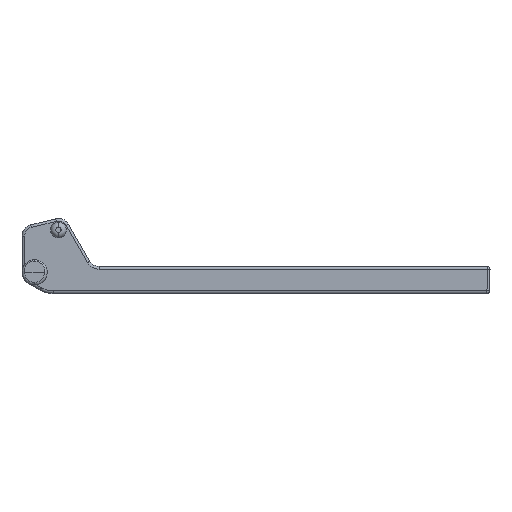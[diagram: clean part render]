
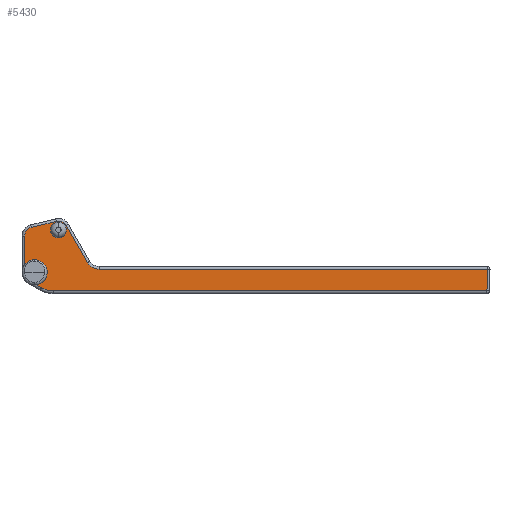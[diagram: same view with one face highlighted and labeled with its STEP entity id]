
A CAD part, left-side view. The second image highlights one B-rep face of the part: STEP entity #5430.
In plain terms, the highlighted planar face has unit normal (-1, 0, 0).
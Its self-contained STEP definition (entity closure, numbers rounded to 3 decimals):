
#68 = VERTEX_POINT ( 'NONE', #1028 ) ;
#159 = ORIENTED_EDGE ( 'NONE', *, *, #4684, .T. ) ;
#168 = DIRECTION ( 'NONE',  ( 0., 0., -1. ) ) ;
#261 = EDGE_CURVE ( 'NONE', #1684, #7024, #1550, .T. ) ;
#380 = CARTESIAN_POINT ( 'NONE',  ( -28.609, 18.914, -7.4 ) ) ;
#552 = VERTEX_POINT ( 'NONE', #2929 ) ;
#611 = CARTESIAN_POINT ( 'NONE',  ( -28.609, -21.714, -13.9 ) ) ;
#620 = LINE ( 'NONE', #3386, #4174 ) ;
#640 = CARTESIAN_POINT ( 'NONE',  ( -28.609, 18.914, -8.15 ) ) ;
#733 = AXIS2_PLACEMENT_3D ( 'NONE', #979, #4982, #4882 ) ;
#783 = ORIENTED_EDGE ( 'NONE', *, *, #791, .T. ) ;
#791 = EDGE_CURVE ( 'NONE', #552, #6293, #8839, .T. ) ;
#850 = VERTEX_POINT ( 'NONE', #4526 ) ;
#932 = VERTEX_POINT ( 'NONE', #1888 ) ;
#979 = CARTESIAN_POINT ( 'NONE',  ( -28.609, 15.091, -10.6 ) ) ;
#1028 = CARTESIAN_POINT ( 'NONE',  ( -28.609, -21.468, -13.9 ) ) ;
#1031 = VECTOR ( 'NONE', #5957, 1000. ) ;
#1153 = EDGE_CURVE ( 'NONE', #6545, #1684, #8462, .T. ) ;
#1179 = VECTOR ( 'NONE', #7242, 1000. ) ;
#1357 = ORIENTED_EDGE ( 'NONE', *, *, #7524, .F. ) ;
#1394 = DIRECTION ( 'NONE',  ( 0., 0., -1. ) ) ;
#1443 = VERTEX_POINT ( 'NONE', #5618 ) ;
#1521 = EDGE_CURVE ( 'NONE', #68, #6545, #3194, .T. ) ;
#1550 = CIRCLE ( 'NONE', #733, 1.25 ) ;
#1575 = VERTEX_POINT ( 'NONE', #9512 ) ;
#1579 = ORIENTED_EDGE ( 'NONE', *, *, #261, .T. ) ;
#1591 = CARTESIAN_POINT ( 'NONE',  ( -28.609, 18.914, -8.15 ) ) ;
#1632 = CARTESIAN_POINT ( 'NONE',  ( -28.609, 0., 0. ) ) ;
#1684 = VERTEX_POINT ( 'NONE', #9006 ) ;
#1744 = CARTESIAN_POINT ( 'NONE',  ( -28.609, 19.405, -13.9 ) ) ;
#1754 = CARTESIAN_POINT ( 'NONE',  ( -28.609, 21.164, -12.15 ) ) ;
#1868 = CIRCLE ( 'NONE', #8425, 2.25 ) ;
#1888 = CARTESIAN_POINT ( 'NONE',  ( -28.609, 19.115, -7.339 ) ) ;
#2166 = CARTESIAN_POINT ( 'NONE',  ( -28.609, 21.467, -7.923 ) ) ;
#2253 = CIRCLE ( 'NONE', #3485, 1.188 ) ;
#2368 = DIRECTION ( 'NONE',  ( 0., 0., -1. ) ) ;
#2401 = ORIENTED_EDGE ( 'NONE', *, *, #9680, .T. ) ;
#2407 = PLANE ( 'NONE',  #7698 ) ;
#2449 = LINE ( 'NONE', #8948, #6215 ) ;
#2548 = VECTOR ( 'NONE', #7800, 1000. ) ;
#2565 = EDGE_CURVE ( 'NONE', #7024, #1575, #5064, .T. ) ;
#2699 = VERTEX_POINT ( 'NONE', #5359 ) ;
#2763 = AXIS2_PLACEMENT_3D ( 'NONE', #7862, #3385, #8613 ) ;
#2806 = DIRECTION ( 'NONE',  ( -1., 0., 0. ) ) ;
#2807 = EDGE_CURVE ( 'NONE', #9126, #9425, #1868, .T. ) ;
#2834 = AXIS2_PLACEMENT_3D ( 'NONE', #7293, #2806, #8045 ) ;
#2929 = CARTESIAN_POINT ( 'NONE',  ( -28.609, 22.101, -11.421 ) ) ;
#3194 = LINE ( 'NONE', #4990, #1179 ) ;
#3234 = CIRCLE ( 'NONE', #7845, 0.75 ) ;
#3385 = DIRECTION ( 'NONE',  ( -1., 0., 0. ) ) ;
#3386 = CARTESIAN_POINT ( 'NONE',  ( -28.609, -0.607, -2.449 ) ) ;
#3426 = ORIENTED_EDGE ( 'NONE', *, *, #2565, .T. ) ;
#3437 = EDGE_CURVE ( 'NONE', #9425, #68, #6682, .T. ) ;
#3485 = AXIS2_PLACEMENT_3D ( 'NONE', #8160, #3667, #8911 ) ;
#3667 = DIRECTION ( 'NONE',  ( 1., 0., 0. ) ) ;
#3705 = CIRCLE ( 'NONE', #2834, 0.835 ) ;
#4016 = ORIENTED_EDGE ( 'NONE', *, *, #1153, .T. ) ;
#4140 = DIRECTION ( 'NONE',  ( 0., 0.971, -0.241 ) ) ;
#4174 = VECTOR ( 'NONE', #4140, 1000. ) ;
#4199 = VERTEX_POINT ( 'NONE', #2166 ) ;
#4226 = EDGE_CURVE ( 'NONE', #1575, #932, #9626, .T. ) ;
#4472 = DIRECTION ( 'NONE',  ( 0., -0.866, -0.5 ) ) ;
#4526 = CARTESIAN_POINT ( 'NONE',  ( -28.609, 22.101, -8.733 ) ) ;
#4684 = EDGE_CURVE ( 'NONE', #1443, #9126, #2449, .T. ) ;
#4687 = VECTOR ( 'NONE', #6637, 1000. ) ;
#4692 = DIRECTION ( 'NONE',  ( -1., 0., 0. ) ) ;
#4762 = DIRECTION ( 'NONE',  ( 1., 0., 0. ) ) ;
#4793 = FACE_BOUND ( 'NONE', #7533, .T. ) ;
#4882 = DIRECTION ( 'NONE',  ( 0., 0., -1. ) ) ;
#4920 = AXIS2_PLACEMENT_3D ( 'NONE', #1754, #4762, #4938 ) ;
#4938 = DIRECTION ( 'NONE',  ( 0., 0., -1. ) ) ;
#4982 = DIRECTION ( 'NONE',  ( 1., 0., 0. ) ) ;
#4990 = CARTESIAN_POINT ( 'NONE',  ( -28.609, -21.509, -11.596 ) ) ;
#5064 = LINE ( 'NONE', #6695, #1031 ) ;
#5150 = AXIS2_PLACEMENT_3D ( 'NONE', #1591, #6863, #2368 ) ;
#5359 = CARTESIAN_POINT ( 'NONE',  ( -28.609, 18.914, -8.9 ) ) ;
#5430 = ADVANCED_FACE ( 'NONE', ( #9242, #4793 ), #2407, .F. ) ;
#5618 = CARTESIAN_POINT ( 'NONE',  ( -28.609, 21.001, -13.326 ) ) ;
#5871 = ORIENTED_EDGE ( 'NONE', *, *, #7850, .T. ) ;
#5924 = DIRECTION ( 'NONE',  ( -1., 0., 0. ) ) ;
#5957 = DIRECTION ( 'NONE',  ( 0., 0.5, 0.866 ) ) ;
#6062 = ORIENTED_EDGE ( 'NONE', *, *, #6311, .F. ) ;
#6073 = EDGE_CURVE ( 'NONE', #850, #552, #6305, .T. ) ;
#6215 = VECTOR ( 'NONE', #4472, 1000. ) ;
#6282 = DIRECTION ( 'NONE',  ( 0., 1., 0. ) ) ;
#6293 = VERTEX_POINT ( 'NONE', #7793 ) ;
#6296 = CARTESIAN_POINT ( 'NONE',  ( -28.609, 22.101, -12.15 ) ) ;
#6305 = LINE ( 'NONE', #6296, #2548 ) ;
#6311 = EDGE_CURVE ( 'NONE', #7386, #2699, #6422, .T. ) ;
#6422 = CIRCLE ( 'NONE', #2763, 0.75 ) ;
#6520 = ORIENTED_EDGE ( 'NONE', *, *, #6073, .T. ) ;
#6545 = VERTEX_POINT ( 'NONE', #6616 ) ;
#6616 = CARTESIAN_POINT ( 'NONE',  ( -28.609, -21.504, -11.85 ) ) ;
#6637 = DIRECTION ( 'NONE',  ( 0., -1., 0. ) ) ;
#6658 = ORIENTED_EDGE ( 'NONE', *, *, #7433, .T. ) ;
#6682 = LINE ( 'NONE', #611, #4687 ) ;
#6695 = CARTESIAN_POINT ( 'NONE',  ( -28.609, 18.19, -7.732 ) ) ;
#6863 = DIRECTION ( 'NONE',  ( -1., 0., 0. ) ) ;
#6984 = CARTESIAN_POINT ( 'NONE',  ( -28.609, 15.091, -11.85 ) ) ;
#7024 = VERTEX_POINT ( 'NONE', #9001 ) ;
#7085 = ORIENTED_EDGE ( 'NONE', *, *, #3437, .T. ) ;
#7242 = DIRECTION ( 'NONE',  ( 0., -0.017, 1. ) ) ;
#7293 = CARTESIAN_POINT ( 'NONE',  ( -28.609, 21.266, -8.733 ) ) ;
#7386 = VERTEX_POINT ( 'NONE', #380 ) ;
#7433 = EDGE_CURVE ( 'NONE', #4199, #850, #3705, .T. ) ;
#7524 = EDGE_CURVE ( 'NONE', #2699, #7386, #3234, .T. ) ;
#7533 = EDGE_LOOP ( 'NONE', ( #1357, #6062 ) ) ;
#7646 = DIRECTION ( 'NONE',  ( 0., 0., -1. ) ) ;
#7698 = AXIS2_PLACEMENT_3D ( 'NONE', #1632, #8338, #7646 ) ;
#7779 = ORIENTED_EDGE ( 'NONE', *, *, #4226, .T. ) ;
#7793 = CARTESIAN_POINT ( 'NONE',  ( -28.609, 21.164, -10.962 ) ) ;
#7800 = DIRECTION ( 'NONE',  ( 0., 0., -1. ) ) ;
#7845 = AXIS2_PLACEMENT_3D ( 'NONE', #640, #5924, #1394 ) ;
#7850 = EDGE_CURVE ( 'NONE', #932, #4199, #620, .T. ) ;
#7862 = CARTESIAN_POINT ( 'NONE',  ( -28.609, 18.914, -8.15 ) ) ;
#8018 = VECTOR ( 'NONE', #6282, 1000. ) ;
#8045 = DIRECTION ( 'NONE',  ( 0., 0., -1. ) ) ;
#8160 = CARTESIAN_POINT ( 'NONE',  ( -28.609, 21.164, -12.15 ) ) ;
#8338 = DIRECTION ( 'NONE',  ( 1., 0., 0. ) ) ;
#8425 = AXIS2_PLACEMENT_3D ( 'NONE', #9168, #4692, #168 ) ;
#8462 = LINE ( 'NONE', #6984, #8018 ) ;
#8613 = DIRECTION ( 'NONE',  ( 0., 0., -1. ) ) ;
#8756 = EDGE_LOOP ( 'NONE', ( #6658, #6520, #783, #2401, #159, #9523, #7085, #9437, #4016, #1579, #3426, #7779, #5871 ) ) ;
#8799 = CARTESIAN_POINT ( 'NONE',  ( -28.609, 20.53, -13.599 ) ) ;
#8839 = CIRCLE ( 'NONE', #4920, 1.188 ) ;
#8911 = DIRECTION ( 'NONE',  ( 0., 0., -1. ) ) ;
#8948 = CARTESIAN_POINT ( 'NONE',  ( -28.609, 20.53, -13.599 ) ) ;
#9001 = CARTESIAN_POINT ( 'NONE',  ( -28.609, 16.174, -11.225 ) ) ;
#9006 = CARTESIAN_POINT ( 'NONE',  ( -28.609, 15.091, -11.85 ) ) ;
#9126 = VERTEX_POINT ( 'NONE', #8799 ) ;
#9168 = CARTESIAN_POINT ( 'NONE',  ( -28.609, 19.405, -11.65 ) ) ;
#9242 = FACE_OUTER_BOUND ( 'NONE', #8756, .T. ) ;
#9425 = VERTEX_POINT ( 'NONE', #1744 ) ;
#9437 = ORIENTED_EDGE ( 'NONE', *, *, #1521, .T. ) ;
#9512 = CARTESIAN_POINT ( 'NONE',  ( -28.609, 18.19, -7.732 ) ) ;
#9523 = ORIENTED_EDGE ( 'NONE', *, *, #2807, .T. ) ;
#9626 = CIRCLE ( 'NONE', #5150, 0.835 ) ;
#9680 = EDGE_CURVE ( 'NONE', #6293, #1443, #2253, .T. ) ;
